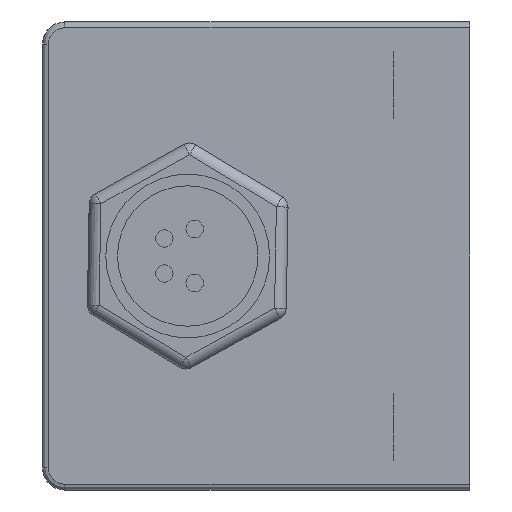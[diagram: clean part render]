
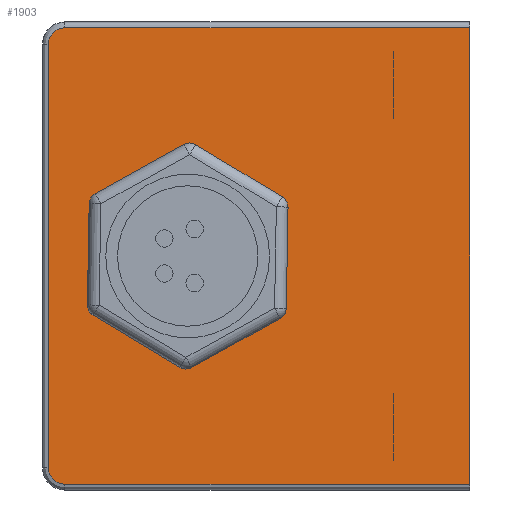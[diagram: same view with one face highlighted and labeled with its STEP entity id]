
A CAD part, left-side view. The second image highlights one B-rep face of the part: STEP entity #1903.
In plain terms, the highlighted planar face has unit normal (-1, 0, 0).
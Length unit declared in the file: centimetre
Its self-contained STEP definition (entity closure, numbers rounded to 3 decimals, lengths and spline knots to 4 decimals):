
#163=CIRCLE('',#1911,0.14);
#168=CIRCLE('',#1918,0.14);
#201=CIRCLE('',#1969,0.1);
#205=CIRCLE('',#1975,0.1);
#209=CIRCLE('',#1982,0.1);
#213=CIRCLE('',#1988,0.1);
#217=CIRCLE('',#1995,0.1);
#221=CIRCLE('',#2001,0.1);
#274=VERTEX_POINT('',#2657);
#275=VERTEX_POINT('',#2659);
#277=VERTEX_POINT('',#2665);
#279=VERTEX_POINT('',#2670);
#280=VERTEX_POINT('',#2672);
#311=VERTEX_POINT('',#2741);
#329=VERTEX_POINT('',#2938);
#330=VERTEX_POINT('',#2939);
#334=VERTEX_POINT('',#2951);
#335=VERTEX_POINT('',#2952);
#339=VERTEX_POINT('',#2967);
#340=VERTEX_POINT('',#2968);
#344=VERTEX_POINT('',#2980);
#345=VERTEX_POINT('',#2981);
#349=VERTEX_POINT('',#2996);
#350=VERTEX_POINT('',#2997);
#354=VERTEX_POINT('',#3009);
#355=VERTEX_POINT('',#3010);
#440=VECTOR('',#2140,1.);
#465=VECTOR('',#2194,1.);
#503=VECTOR('',#2377,1.);
#504=VECTOR('',#2379,1.);
#505=VECTOR('',#2381,1.);
#507=VECTOR('',#2427,1.);
#508=VECTOR('',#2429,1.);
#509=VECTOR('',#2431,1.);
#586=VECTOR('',#2618,1.);
#587=VECTOR('',#2622,1.);
#600=LINE('',#2666,#440);
#625=LINE('',#2740,#465);
#663=LINE('',#3026,#503);
#664=LINE('',#3028,#504);
#665=LINE('',#3030,#505);
#667=LINE('',#3070,#507);
#668=LINE('',#3072,#508);
#669=LINE('',#3074,#509);
#746=LINE('',#3281,#586);
#747=LINE('',#3284,#587);
#761=EDGE_CURVE('',#274,#275,#163,.T.);
#765=EDGE_CURVE('',#277,#274,#600,.T.);
#767=EDGE_CURVE('',#279,#280,#168,.T.);
#802=EDGE_CURVE('',#280,#311,#625,.T.);
#842=EDGE_CURVE('',#329,#330,#201,.F.);
#848=EDGE_CURVE('',#334,#335,#205,.F.);
#856=EDGE_CURVE('',#339,#340,#209,.F.);
#862=EDGE_CURVE('',#344,#345,#213,.F.);
#870=EDGE_CURVE('',#349,#350,#217,.F.);
#876=EDGE_CURVE('',#354,#355,#221,.F.);
#887=EDGE_CURVE('',#329,#335,#663,.T.);
#888=EDGE_CURVE('',#334,#345,#664,.T.);
#889=EDGE_CURVE('',#344,#355,#665,.T.);
#903=EDGE_CURVE('',#354,#350,#667,.T.);
#904=EDGE_CURVE('',#349,#340,#668,.T.);
#905=EDGE_CURVE('',#339,#330,#669,.T.);
#1006=EDGE_CURVE('',#311,#277,#746,.T.);
#1007=EDGE_CURVE('',#275,#279,#747,.T.);
#1494=ORIENTED_EDGE('',*,*,#761,.F.);
#1495=ORIENTED_EDGE('',*,*,#765,.F.);
#1496=ORIENTED_EDGE('',*,*,#1006,.F.);
#1497=ORIENTED_EDGE('',*,*,#802,.F.);
#1498=ORIENTED_EDGE('',*,*,#767,.F.);
#1499=ORIENTED_EDGE('',*,*,#1007,.F.);
#1500=ORIENTED_EDGE('',*,*,#888,.T.);
#1501=ORIENTED_EDGE('',*,*,#862,.F.);
#1502=ORIENTED_EDGE('',*,*,#889,.T.);
#1503=ORIENTED_EDGE('',*,*,#876,.F.);
#1504=ORIENTED_EDGE('',*,*,#903,.T.);
#1505=ORIENTED_EDGE('',*,*,#870,.F.);
#1506=ORIENTED_EDGE('',*,*,#904,.T.);
#1507=ORIENTED_EDGE('',*,*,#856,.F.);
#1508=ORIENTED_EDGE('',*,*,#905,.T.);
#1509=ORIENTED_EDGE('',*,*,#842,.F.);
#1510=ORIENTED_EDGE('',*,*,#887,.T.);
#1511=ORIENTED_EDGE('',*,*,#848,.F.);
#1657=EDGE_LOOP('',(#1494,#1495,#1496,#1497,#1498,#1499));
#1658=EDGE_LOOP('',(#1500,#1501,#1502,#1503,#1504,#1505,#1506,#1507,#1508,
#1509,#1510,#1511));
#1791=FACE_BOUND('',#1657,.T.);
#1792=FACE_BOUND('',#1658,.T.);
#1903=ADVANCED_FACE('',(#1791,#1792),#3339,.F.);
#1911=AXIS2_PLACEMENT_3D('',#2658,#2130,#2131);
#1918=AXIS2_PLACEMENT_3D('',#2671,#2144,#2145);
#1969=AXIS2_PLACEMENT_3D('',#2937,#2278,#2279);
#1975=AXIS2_PLACEMENT_3D('',#2950,#2292,#2293);
#1982=AXIS2_PLACEMENT_3D('',#2966,#2310,#2311);
#1988=AXIS2_PLACEMENT_3D('',#2979,#2324,#2325);
#1995=AXIS2_PLACEMENT_3D('',#2995,#2342,#2343);
#2001=AXIS2_PLACEMENT_3D('',#3008,#2356,#2357);
#2109=AXIS2_PLACEMENT_3D('',#3285,#2623,$);
#2130=DIRECTION('',(1.,0.,0.));
#2131=DIRECTION('',(0.,0.099,-0.099));
#2140=DIRECTION('',(0.,1.,0.));
#2144=DIRECTION('',(1.,0.,0.));
#2145=DIRECTION('',(0.,0.099,0.099));
#2194=DIRECTION('',(0.,-1.,0.));
#2278=DIRECTION('',(1.,0.,0.));
#2279=DIRECTION('',(0.,0.087,-0.048));
#2292=DIRECTION('',(1.,0.,0.));
#2293=DIRECTION('',(0.,0.086,0.052));
#2310=DIRECTION('',(1.,0.,0.));
#2311=DIRECTION('',(0.,0.002,-0.1));
#2324=DIRECTION('',(1.,0.,0.));
#2325=DIRECTION('',(0.,-0.002,0.1));
#2342=DIRECTION('',(1.,0.,0.));
#2343=DIRECTION('',(0.,-0.086,-0.052));
#2356=DIRECTION('',(1.,0.,0.));
#2357=DIRECTION('',(0.,-0.087,0.048));
#2377=DIRECTION('',(0.,-0.017,1.));
#2379=DIRECTION('',(0.,-0.875,0.485));
#2381=DIRECTION('',(0.,-0.857,-0.515));
#2427=DIRECTION('',(0.,0.017,-1.));
#2429=DIRECTION('',(0.,0.875,-0.485));
#2431=DIRECTION('',(0.,0.857,0.515));
#2618=DIRECTION('',(0.,0.,-1.));
#2622=DIRECTION('',(0.,0.,1.));
#2623=DIRECTION('',(1.,0.,0.));
#2657=CARTESIAN_POINT('',(-2.55,2.31,-1.95));
#2658=CARTESIAN_POINT('',(-2.55,2.31,-1.81));
#2659=CARTESIAN_POINT('',(-2.55,2.45,-1.81));
#2665=CARTESIAN_POINT('',(-2.55,-1.15,-1.95));
#2666=CARTESIAN_POINT('',(-2.55,0.9625,-1.95));
#2670=CARTESIAN_POINT('',(-2.55,2.45,1.81));
#2671=CARTESIAN_POINT('',(-2.55,2.31,1.81));
#2672=CARTESIAN_POINT('',(-2.55,2.31,1.95));
#2740=CARTESIAN_POINT('',(-2.55,0.9625,1.95));
#2741=CARTESIAN_POINT('',(-2.55,-1.15,1.95));
#2937=CARTESIAN_POINT('',(-2.55,2.016,-0.4199));
#2938=CARTESIAN_POINT('',(-2.55,2.116,-0.4181));
#2939=CARTESIAN_POINT('',(-2.55,2.0675,-0.5056));
#2950=CARTESIAN_POINT('',(-2.55,2.001,0.446));
#2951=CARTESIAN_POINT('',(-2.55,2.0494,0.5335));
#2952=CARTESIAN_POINT('',(-2.55,2.1009,0.4477));
#2966=CARTESIAN_POINT('',(-2.55,1.2737,-0.8659));
#2967=CARTESIAN_POINT('',(-2.55,1.3252,-0.9516));
#2968=CARTESIAN_POINT('',(-2.55,1.2252,-0.9534));
#2979=CARTESIAN_POINT('',(-2.55,1.2435,0.8659));
#2980=CARTESIAN_POINT('',(-2.55,1.192,0.9516));
#2981=CARTESIAN_POINT('',(-2.55,1.292,0.9534));
#2995=CARTESIAN_POINT('',(-2.55,0.5163,-0.446));
#2996=CARTESIAN_POINT('',(-2.55,0.4678,-0.5335));
#2997=CARTESIAN_POINT('',(-2.55,0.4163,-0.4477));
#3008=CARTESIAN_POINT('',(-2.55,0.5012,0.4199));
#3009=CARTESIAN_POINT('',(-2.55,0.4012,0.4181));
#3010=CARTESIAN_POINT('',(-2.55,0.4497,0.5056));
#3026=CARTESIAN_POINT('',(-2.55,2.1084,0.0199));
#3028=CARTESIAN_POINT('',(-2.55,1.4475,0.8671));
#3030=CARTESIAN_POINT('',(-2.55,0.6065,0.5998));
#3070=CARTESIAN_POINT('',(-2.55,0.4087,-0.0097));
#3072=CARTESIAN_POINT('',(-2.55,0.6233,-0.6197));
#3074=CARTESIAN_POINT('',(-2.55,1.482,-0.8574));
#3281=CARTESIAN_POINT('',(-2.55,-1.15,-2.));
#3284=CARTESIAN_POINT('',(-2.55,2.45,0.9375));
#3285=CARTESIAN_POINT('',(-2.55,0.675,0.));
#3339=PLANE('',#2109);
